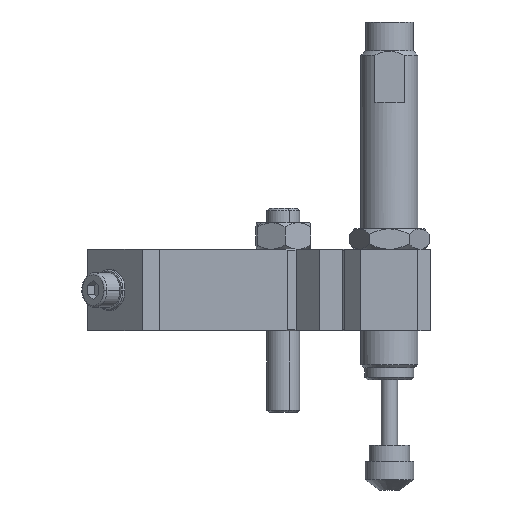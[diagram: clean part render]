
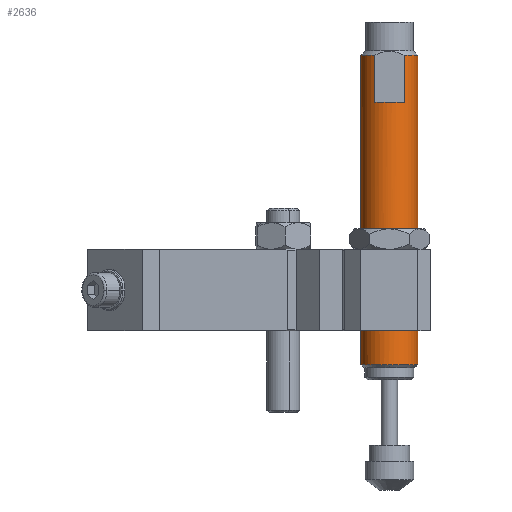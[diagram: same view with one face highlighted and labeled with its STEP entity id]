
A CAD part, front view. The second image highlights one B-rep face of the part: STEP entity #2636.
In plain terms, the highlighted cylindrical face has radius 7 mm (diameter 14 mm), a partial arc.
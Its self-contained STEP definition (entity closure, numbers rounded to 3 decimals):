
#340 = AXIS2_PLACEMENT_3D ( 'NONE', #4439, #6656, #3305 ) ;
#523 = DIRECTION ( 'NONE',  ( -1., 0., 0. ) ) ;
#606 = CARTESIAN_POINT ( 'NONE',  ( -41.65, 0., -7. ) ) ;
#628 = DIRECTION ( 'NONE',  ( 0., 0., 1. ) ) ;
#661 = CARTESIAN_POINT ( 'NONE',  ( -79.55, 0., 0. ) ) ;
#711 = DIRECTION ( 'NONE',  ( -1., 0., 0. ) ) ;
#753 = EDGE_CURVE ( 'NONE', #1677, #1925, #3816, .T. ) ;
#993 = FACE_OUTER_BOUND ( 'NONE', #1039, .T. ) ;
#1039 = EDGE_LOOP ( 'NONE', ( #1384, #5835, #7236, #6541, #3096, #3851, #5541, #1045 ) ) ;
#1045 = ORIENTED_EDGE ( 'NONE', *, *, #6408, .T. ) ;
#1259 = LINE ( 'NONE', #6562, #5922 ) ;
#1266 = CARTESIAN_POINT ( 'NONE',  ( -79.55, 0., -7. ) ) ;
#1384 = ORIENTED_EDGE ( 'NONE', *, *, #4532, .F. ) ;
#1607 = VERTEX_POINT ( 'NONE', #2160 ) ;
#1674 = CARTESIAN_POINT ( 'NONE',  ( -79.55, -6., 3.606 ) ) ;
#1677 = VERTEX_POINT ( 'NONE', #2884 ) ;
#1718 = CARTESIAN_POINT ( 'NONE',  ( -3.732, 0., 0. ) ) ;
#1925 = VERTEX_POINT ( 'NONE', #5938 ) ;
#2160 = CARTESIAN_POINT ( 'NONE',  ( -68., -6., 3.606 ) ) ;
#2218 = EDGE_CURVE ( 'NONE', #1607, #5900, #5390, .T. ) ;
#2308 = AXIS2_PLACEMENT_3D ( 'NONE', #2987, #6931, #4646 ) ;
#2325 = DIRECTION ( 'NONE',  ( 1., 0., 0. ) ) ;
#2420 = DIRECTION ( 'NONE',  ( 1., 0., 0. ) ) ;
#2636 = ADVANCED_FACE ( 'NONE', ( #993 ), #6636, .T. ) ;
#2884 = CARTESIAN_POINT ( 'NONE',  ( -3.732, 0., 7. ) ) ;
#2987 = CARTESIAN_POINT ( 'NONE',  ( -41.65, 0., 0. ) ) ;
#3096 = ORIENTED_EDGE ( 'NONE', *, *, #5230, .T. ) ;
#3305 = DIRECTION ( 'NONE',  ( 0., 0., 1. ) ) ;
#3674 = VECTOR ( 'NONE', #711, 1000. ) ;
#3816 = LINE ( 'NONE', #7024, #4971 ) ;
#3851 = ORIENTED_EDGE ( 'NONE', *, *, #2218, .T. ) ;
#3911 = LINE ( 'NONE', #606, #3674 ) ;
#4065 = AXIS2_PLACEMENT_3D ( 'NONE', #1718, #6194, #6782 ) ;
#4358 = CIRCLE ( 'NONE', #4065, 7. ) ;
#4415 = CARTESIAN_POINT ( 'NONE',  ( -3.732, 0., -7. ) ) ;
#4439 = CARTESIAN_POINT ( 'NONE',  ( -79.55, 0., 0. ) ) ;
#4532 = EDGE_CURVE ( 'NONE', #5360, #6489, #3911, .T. ) ;
#4646 = DIRECTION ( 'NONE',  ( 0., 0., 1. ) ) ;
#4790 = DIRECTION ( 'NONE',  ( -1., 0., 0. ) ) ;
#4971 = VECTOR ( 'NONE', #4790, 1000. ) ;
#5199 = CARTESIAN_POINT ( 'NONE',  ( -41.65, -6., 3.606 ) ) ;
#5230 = EDGE_CURVE ( 'NONE', #5748, #1607, #6753, .T. ) ;
#5306 = CARTESIAN_POINT ( 'NONE',  ( -68., -6., -3.606 ) ) ;
#5360 = VERTEX_POINT ( 'NONE', #4415 ) ;
#5390 = CIRCLE ( 'NONE', #6754, 7. ) ;
#5401 = CIRCLE ( 'NONE', #6627, 7. ) ;
#5511 = VECTOR ( 'NONE', #2420, 1000. ) ;
#5541 = ORIENTED_EDGE ( 'NONE', *, *, #6967, .T. ) ;
#5613 = EDGE_CURVE ( 'NONE', #1925, #5748, #6132, .T. ) ;
#5748 = VERTEX_POINT ( 'NONE', #1674 ) ;
#5815 = CARTESIAN_POINT ( 'NONE',  ( -79.55, -6., -3.606 ) ) ;
#5835 = ORIENTED_EDGE ( 'NONE', *, *, #6240, .T. ) ;
#5900 = VERTEX_POINT ( 'NONE', #5306 ) ;
#5922 = VECTOR ( 'NONE', #523, 1000. ) ;
#5938 = CARTESIAN_POINT ( 'NONE',  ( -79.55, 0., 7. ) ) ;
#6046 = DIRECTION ( 'NONE',  ( 1., 0., 0. ) ) ;
#6068 = CARTESIAN_POINT ( 'NONE',  ( -68., 0., 0. ) ) ;
#6132 = CIRCLE ( 'NONE', #340, 7. ) ;
#6194 = DIRECTION ( 'NONE',  ( -1., 0., 0. ) ) ;
#6240 = EDGE_CURVE ( 'NONE', #5360, #1677, #4358, .T. ) ;
#6408 = EDGE_CURVE ( 'NONE', #7119, #6489, #5401, .T. ) ;
#6489 = VERTEX_POINT ( 'NONE', #1266 ) ;
#6541 = ORIENTED_EDGE ( 'NONE', *, *, #5613, .T. ) ;
#6562 = CARTESIAN_POINT ( 'NONE',  ( -41.65, -6., -3.606 ) ) ;
#6627 = AXIS2_PLACEMENT_3D ( 'NONE', #661, #2325, #628 ) ;
#6636 = CYLINDRICAL_SURFACE ( 'NONE', #2308, 7. ) ;
#6644 = DIRECTION ( 'NONE',  ( 0., 0., 1. ) ) ;
#6656 = DIRECTION ( 'NONE',  ( 1., 0., 0. ) ) ;
#6753 = LINE ( 'NONE', #5199, #5511 ) ;
#6754 = AXIS2_PLACEMENT_3D ( 'NONE', #6068, #6046, #6644 ) ;
#6782 = DIRECTION ( 'NONE',  ( 0., 0., 1. ) ) ;
#6931 = DIRECTION ( 'NONE',  ( -1., 0., 0. ) ) ;
#6967 = EDGE_CURVE ( 'NONE', #5900, #7119, #1259, .T. ) ;
#7024 = CARTESIAN_POINT ( 'NONE',  ( -41.65, 0., 7. ) ) ;
#7119 = VERTEX_POINT ( 'NONE', #5815 ) ;
#7236 = ORIENTED_EDGE ( 'NONE', *, *, #753, .T. ) ;
